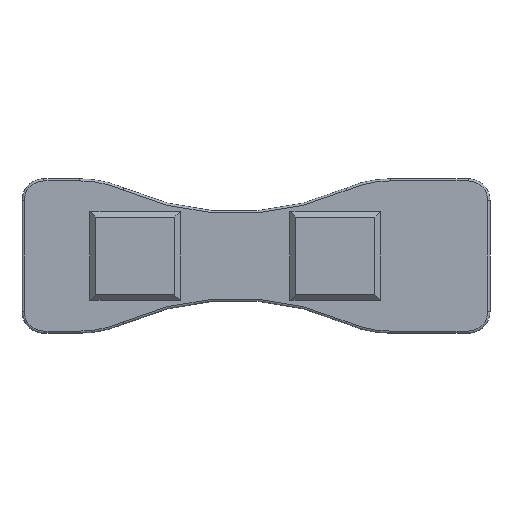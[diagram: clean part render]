
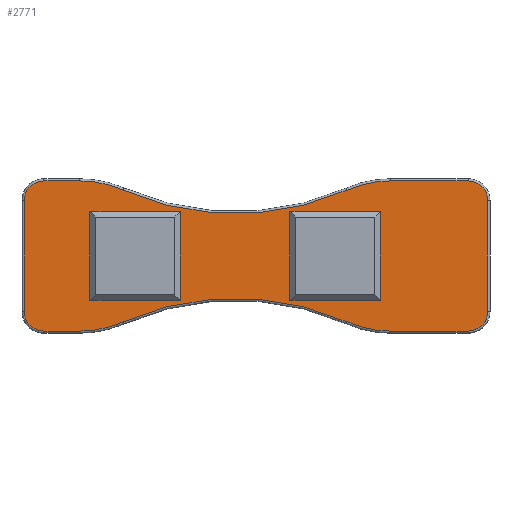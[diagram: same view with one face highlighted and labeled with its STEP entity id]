
A CAD part, front view. The second image highlights one B-rep face of the part: STEP entity #2771.
In plain terms, the highlighted planar face has unit normal (0, -1, 0).
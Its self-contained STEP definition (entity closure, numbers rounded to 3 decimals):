
#104=FACE_BOUND('',#533,.T.);
#105=FACE_BOUND('',#534,.T.);
#278=PLANE('',#2972);
#357=FACE_OUTER_BOUND('',#532,.T.);
#532=EDGE_LOOP('',(#1996,#1997,#1998,#1999,#2000,#2001,#2002,#2003,#2004,
#2005,#2006,#2007,#2008,#2009,#2010,#2011));
#533=EDGE_LOOP('',(#2012,#2013,#2014,#2015));
#534=EDGE_LOOP('',(#2016,#2017,#2018,#2019));
#720=LINE('',#4784,#930);
#721=LINE('',#4788,#931);
#722=LINE('',#4793,#932);
#723=LINE('',#4797,#933);
#724=LINE('',#4801,#934);
#725=LINE('',#4809,#935);
#726=LINE('',#4813,#936);
#727=LINE('',#4815,#937);
#728=LINE('',#4817,#938);
#729=LINE('',#4818,#939);
#730=LINE('',#4821,#940);
#731=LINE('',#4823,#941);
#732=LINE('',#4825,#942);
#733=LINE('',#4826,#943);
#930=VECTOR('',#3156,1000.);
#931=VECTOR('',#3159,1000.);
#932=VECTOR('',#3164,1000.);
#933=VECTOR('',#3167,1000.);
#934=VECTOR('',#3170,1000.);
#935=VECTOR('',#3177,1000.);
#936=VECTOR('',#3180,1000.);
#937=VECTOR('',#3181,1000.);
#938=VECTOR('',#3182,1000.);
#939=VECTOR('',#3183,1000.);
#940=VECTOR('',#3184,1000.);
#941=VECTOR('',#3185,1000.);
#942=VECTOR('',#3186,1000.);
#943=VECTOR('',#3187,1000.);
#1127=CIRCLE('',#2957,25.2);
#1140=CIRCLE('',#2973,1.8);
#1141=CIRCLE('',#2974,9.8);
#1142=CIRCLE('',#2975,9.8);
#1143=CIRCLE('',#2976,1.8);
#1144=CIRCLE('',#2977,1.8);
#1145=CIRCLE('',#2978,9.8);
#1146=CIRCLE('',#2979,25.2);
#1147=CIRCLE('',#2980,9.8);
#1148=CIRCLE('',#2981,1.8);
#1185=VERTEX_POINT('',#3603);
#1186=VERTEX_POINT('',#3605);
#1284=VERTEX_POINT('',#4782);
#1285=VERTEX_POINT('',#4783);
#1286=VERTEX_POINT('',#4785);
#1287=VERTEX_POINT('',#4787);
#1288=VERTEX_POINT('',#4790);
#1289=VERTEX_POINT('',#4792);
#1290=VERTEX_POINT('',#4794);
#1291=VERTEX_POINT('',#4796);
#1292=VERTEX_POINT('',#4798);
#1293=VERTEX_POINT('',#4800);
#1294=VERTEX_POINT('',#4802);
#1295=VERTEX_POINT('',#4804);
#1296=VERTEX_POINT('',#4806);
#1297=VERTEX_POINT('',#4808);
#1298=VERTEX_POINT('',#4811);
#1299=VERTEX_POINT('',#4812);
#1300=VERTEX_POINT('',#4814);
#1301=VERTEX_POINT('',#4816);
#1302=VERTEX_POINT('',#4819);
#1303=VERTEX_POINT('',#4820);
#1304=VERTEX_POINT('',#4822);
#1305=VERTEX_POINT('',#4824);
#1461=EDGE_CURVE('',#1186,#1185,#1127,.T.);
#1561=EDGE_CURVE('',#1284,#1285,#720,.T.);
#1562=EDGE_CURVE('',#1285,#1286,#1140,.T.);
#1563=EDGE_CURVE('',#1286,#1287,#721,.T.);
#1564=EDGE_CURVE('',#1287,#1186,#1141,.T.);
#1565=EDGE_CURVE('',#1185,#1288,#1142,.T.);
#1566=EDGE_CURVE('',#1288,#1289,#722,.T.);
#1567=EDGE_CURVE('',#1289,#1290,#1143,.T.);
#1568=EDGE_CURVE('',#1290,#1291,#723,.T.);
#1569=EDGE_CURVE('',#1291,#1292,#1144,.T.);
#1570=EDGE_CURVE('',#1292,#1293,#724,.T.);
#1571=EDGE_CURVE('',#1293,#1294,#1145,.T.);
#1572=EDGE_CURVE('',#1294,#1295,#1146,.T.);
#1573=EDGE_CURVE('',#1295,#1296,#1147,.T.);
#1574=EDGE_CURVE('',#1296,#1297,#725,.T.);
#1575=EDGE_CURVE('',#1297,#1284,#1148,.T.);
#1576=EDGE_CURVE('',#1298,#1299,#726,.T.);
#1577=EDGE_CURVE('',#1300,#1299,#727,.T.);
#1578=EDGE_CURVE('',#1301,#1300,#728,.T.);
#1579=EDGE_CURVE('',#1301,#1298,#729,.T.);
#1580=EDGE_CURVE('',#1302,#1303,#730,.T.);
#1581=EDGE_CURVE('',#1304,#1303,#731,.T.);
#1582=EDGE_CURVE('',#1305,#1304,#732,.T.);
#1583=EDGE_CURVE('',#1305,#1302,#733,.T.);
#1996=ORIENTED_EDGE('',*,*,#1561,.T.);
#1997=ORIENTED_EDGE('',*,*,#1562,.T.);
#1998=ORIENTED_EDGE('',*,*,#1563,.T.);
#1999=ORIENTED_EDGE('',*,*,#1564,.T.);
#2000=ORIENTED_EDGE('',*,*,#1461,.T.);
#2001=ORIENTED_EDGE('',*,*,#1565,.T.);
#2002=ORIENTED_EDGE('',*,*,#1566,.T.);
#2003=ORIENTED_EDGE('',*,*,#1567,.T.);
#2004=ORIENTED_EDGE('',*,*,#1568,.T.);
#2005=ORIENTED_EDGE('',*,*,#1569,.T.);
#2006=ORIENTED_EDGE('',*,*,#1570,.T.);
#2007=ORIENTED_EDGE('',*,*,#1571,.T.);
#2008=ORIENTED_EDGE('',*,*,#1572,.T.);
#2009=ORIENTED_EDGE('',*,*,#1573,.T.);
#2010=ORIENTED_EDGE('',*,*,#1574,.T.);
#2011=ORIENTED_EDGE('',*,*,#1575,.T.);
#2012=ORIENTED_EDGE('',*,*,#1576,.T.);
#2013=ORIENTED_EDGE('',*,*,#1577,.F.);
#2014=ORIENTED_EDGE('',*,*,#1578,.F.);
#2015=ORIENTED_EDGE('',*,*,#1579,.T.);
#2016=ORIENTED_EDGE('',*,*,#1580,.T.);
#2017=ORIENTED_EDGE('',*,*,#1581,.F.);
#2018=ORIENTED_EDGE('',*,*,#1582,.F.);
#2019=ORIENTED_EDGE('',*,*,#1583,.T.);
#2771=ADVANCED_FACE('',(#357,#104,#105),#278,.F.);
#2957=AXIS2_PLACEMENT_3D('',#3606,#3109,#3110);
#2972=AXIS2_PLACEMENT_3D('',#4781,#3154,#3155);
#2973=AXIS2_PLACEMENT_3D('',#4786,#3157,#3158);
#2974=AXIS2_PLACEMENT_3D('',#4789,#3160,#3161);
#2975=AXIS2_PLACEMENT_3D('',#4791,#3162,#3163);
#2976=AXIS2_PLACEMENT_3D('',#4795,#3165,#3166);
#2977=AXIS2_PLACEMENT_3D('',#4799,#3168,#3169);
#2978=AXIS2_PLACEMENT_3D('',#4803,#3171,#3172);
#2979=AXIS2_PLACEMENT_3D('',#4805,#3173,#3174);
#2980=AXIS2_PLACEMENT_3D('',#4807,#3175,#3176);
#2981=AXIS2_PLACEMENT_3D('',#4810,#3178,#3179);
#3109=DIRECTION('center_axis',(0.,1.,0.));
#3110=DIRECTION('ref_axis',(0.,0.,1.));
#3154=DIRECTION('center_axis',(0.,1.,0.));
#3155=DIRECTION('ref_axis',(0.,0.,1.));
#3156=DIRECTION('',(0.,0.,-1.));
#3157=DIRECTION('center_axis',(0.,-1.,0.));
#3158=DIRECTION('ref_axis',(0.,0.,1.));
#3159=DIRECTION('',(1.,0.,0.));
#3160=DIRECTION('center_axis',(0.,-1.,0.));
#3161=DIRECTION('ref_axis',(0.,0.,1.));
#3162=DIRECTION('center_axis',(0.,-1.,0.));
#3163=DIRECTION('ref_axis',(0.,0.,1.));
#3164=DIRECTION('',(1.,0.,0.));
#3165=DIRECTION('center_axis',(0.,-1.,0.));
#3166=DIRECTION('ref_axis',(0.,0.,1.));
#3167=DIRECTION('',(0.,0.,1.));
#3168=DIRECTION('center_axis',(0.,-1.,0.));
#3169=DIRECTION('ref_axis',(0.,0.,1.));
#3170=DIRECTION('',(-1.,0.,0.));
#3171=DIRECTION('center_axis',(0.,-1.,0.));
#3172=DIRECTION('ref_axis',(0.,0.,1.));
#3173=DIRECTION('center_axis',(0.,1.,0.));
#3174=DIRECTION('ref_axis',(0.,0.,1.));
#3175=DIRECTION('center_axis',(0.,-1.,0.));
#3176=DIRECTION('ref_axis',(0.,0.,1.));
#3177=DIRECTION('',(-1.,0.,0.));
#3178=DIRECTION('center_axis',(0.,-1.,0.));
#3179=DIRECTION('ref_axis',(0.,0.,1.));
#3180=DIRECTION('',(1.,0.,0.));
#3181=DIRECTION('',(0.,0.,1.));
#3182=DIRECTION('',(1.,0.,0.));
#3183=DIRECTION('',(0.,0.,1.));
#3184=DIRECTION('',(1.,0.,0.));
#3185=DIRECTION('',(0.,0.,1.));
#3186=DIRECTION('',(1.,0.,0.));
#3187=DIRECTION('',(0.,0.,1.));
#3603=CARTESIAN_POINT('',(41.158,0.,-6.711));
#3605=CARTESIAN_POINT('',(20.742,0.,-6.711));
#3606=CARTESIAN_POINT('Origin',(30.95,0.,-29.751));
#4781=CARTESIAN_POINT('Origin',(0.,0.,0.));
#4782=CARTESIAN_POINT('',(11.7,0.,4.349));
#4783=CARTESIAN_POINT('',(11.7,0.,-5.751));
#4784=CARTESIAN_POINT('',(11.7,0.,-5.751));
#4785=CARTESIAN_POINT('',(13.5,0.,-7.551));
#4786=CARTESIAN_POINT('Origin',(13.5,0.,-5.751));
#4787=CARTESIAN_POINT('',(16.773,0.,-7.551));
#4788=CARTESIAN_POINT('',(16.773,0.,-7.551));
#4789=CARTESIAN_POINT('Origin',(16.773,0.,2.249));
#4790=CARTESIAN_POINT('',(45.127,0.,-7.551));
#4791=CARTESIAN_POINT('Origin',(45.127,0.,2.249));
#4792=CARTESIAN_POINT('',(52.2,0.,-7.551));
#4793=CARTESIAN_POINT('',(52.2,0.,-7.551));
#4794=CARTESIAN_POINT('',(54.,0.,-5.751));
#4795=CARTESIAN_POINT('Origin',(52.2,0.,-5.751));
#4796=CARTESIAN_POINT('',(54.,0.,4.349));
#4797=CARTESIAN_POINT('',(54.,0.,4.349));
#4798=CARTESIAN_POINT('',(52.2,0.,6.149));
#4799=CARTESIAN_POINT('Origin',(52.2,0.,4.349));
#4800=CARTESIAN_POINT('',(45.127,0.,6.149));
#4801=CARTESIAN_POINT('',(0.,0.,6.149));
#4802=CARTESIAN_POINT('',(41.158,0.,5.309));
#4803=CARTESIAN_POINT('Origin',(45.127,0.,-3.651));
#4804=CARTESIAN_POINT('',(20.742,0.,5.309));
#4805=CARTESIAN_POINT('Origin',(30.95,0.,28.349));
#4806=CARTESIAN_POINT('',(16.773,0.,6.149));
#4807=CARTESIAN_POINT('Origin',(16.773,0.,-3.651));
#4808=CARTESIAN_POINT('',(13.5,0.,6.149));
#4809=CARTESIAN_POINT('',(0.,0.,6.149));
#4810=CARTESIAN_POINT('Origin',(13.5,0.,4.349));
#4811=CARTESIAN_POINT('',(17.7,0.,3.349));
#4812=CARTESIAN_POINT('',(25.95,0.,3.349));
#4813=CARTESIAN_POINT('',(0.,0.,3.349));
#4814=CARTESIAN_POINT('',(25.95,0.,-4.751));
#4815=CARTESIAN_POINT('',(25.95,0.,0.));
#4816=CARTESIAN_POINT('',(17.7,0.,-4.751));
#4817=CARTESIAN_POINT('',(0.,0.,-4.751));
#4818=CARTESIAN_POINT('',(17.7,0.,0.));
#4819=CARTESIAN_POINT('',(35.95,0.,3.349));
#4820=CARTESIAN_POINT('',(44.2,0.,3.349));
#4821=CARTESIAN_POINT('',(0.,0.,3.349));
#4822=CARTESIAN_POINT('',(44.2,0.,-4.751));
#4823=CARTESIAN_POINT('',(44.2,0.,0.));
#4824=CARTESIAN_POINT('',(35.95,0.,-4.751));
#4825=CARTESIAN_POINT('',(0.,0.,-4.751));
#4826=CARTESIAN_POINT('',(35.95,0.,0.));
